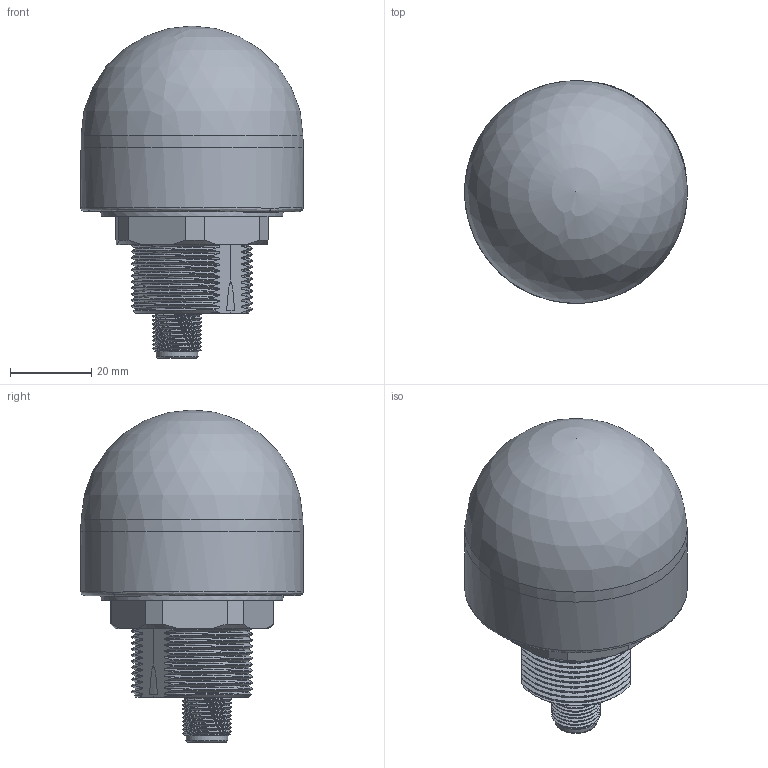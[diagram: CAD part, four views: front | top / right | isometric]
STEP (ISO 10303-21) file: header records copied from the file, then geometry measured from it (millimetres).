
FILE_DESCRIPTION(/* description */ ('Customer-3D'),/* implementation_level */ '2;1');
FILE_NAME(/* name */ '100000009511_prt_000.step',/* time_stamp */ '2022-02-24T10:57:50+01:00',/* author */ ('JENNERT'),/* organization */ ('WERMA Signaltechnik GmbH+Co.KG'),/* preprocessor_version */ 'ST-DEVELOPER v17',/* originating_system */ 'Autodesk Inventor 2018',/* authorisation */ 'public');
FILE_SCHEMA (('AUTOMOTIVE_DESIGN { 1 0 10303 214 3 1 1 }'));
Length unit declared in the file: millimetre
Products named in the file (1): 100000009511_prt_000_1
Bounding box: 54.99 x 54.93 x 81.95 mm (x, y, z)
Volume: 108031.4 mm3; surface area: 17029.7 mm2
Topology: 1 solids, 7 shells, 552 faces, 1565 edges, 1042 vertices
Faces by surface type: plane 304, bspline 116, cylinder 94, cone 31, torus 6, sphere 1
Full cylindrical faces by diameter (mm): 1 x5, 1.5 x6, 8.375 x1, 8.4 x1, 9.45 x1, 9.55 x1, 10.4 x1, 12 x9, 28.5 x1, 30.5 x1, 45 x1, 55 x1
Entity records: 30841 total; most frequent: CARTESIAN_POINT 16943, ORIENTED_EDGE 3130, DIRECTION 2210, EDGE_CURVE 1565, VERTEX_POINT 1043, LINE 826, VECTOR 826, AXIS2_PLACEMENT_3D 692
